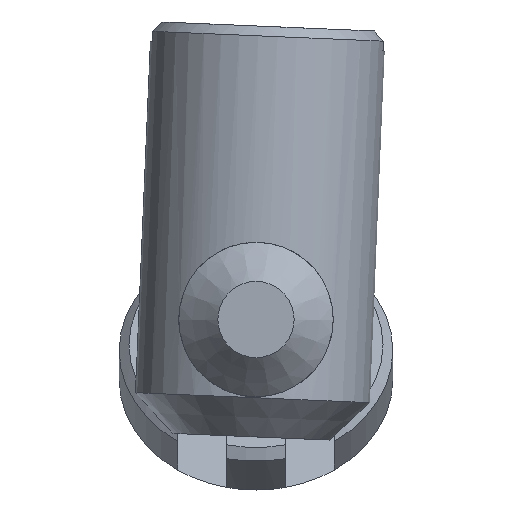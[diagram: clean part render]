
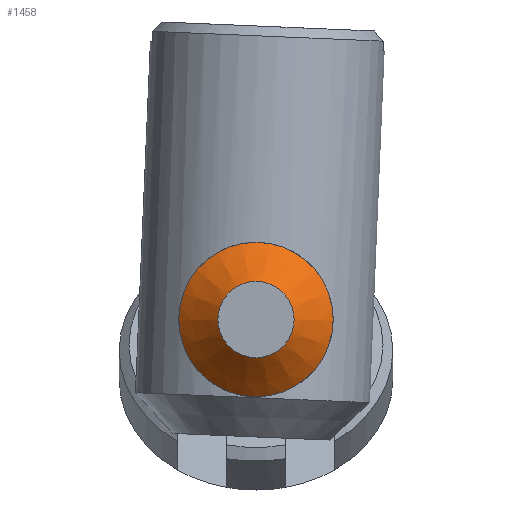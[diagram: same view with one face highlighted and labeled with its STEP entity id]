
A CAD part, front view. The second image highlights one B-rep face of the part: STEP entity #1458.
In plain terms, the highlighted conical face has half-angle 45 degrees and reference radius 3.95 mm.
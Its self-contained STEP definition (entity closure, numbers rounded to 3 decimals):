
#40=CONICAL_SURFACE('',#1622,3.95,0.785);
#106=CIRCLE('',#1621,3.95);
#107=CIRCLE('',#1623,1.95);
#193=LINE('',#3994,#304);
#304=VECTOR('',#1971,3.95);
#475=FACE_OUTER_BOUND('',#565,.T.);
#565=EDGE_LOOP('',(#1297,#1298,#1299,#1300));
#742=VERTEX_POINT('',#3670);
#745=VERTEX_POINT('',#3993);
#935=EDGE_CURVE('',#742,#742,#106,.T.);
#938=EDGE_CURVE('',#742,#745,#193,.T.);
#939=EDGE_CURVE('',#745,#745,#107,.T.);
#1297=ORIENTED_EDGE('',*,*,#935,.F.);
#1298=ORIENTED_EDGE('',*,*,#938,.T.);
#1299=ORIENTED_EDGE('',*,*,#939,.F.);
#1300=ORIENTED_EDGE('',*,*,#938,.F.);
#1458=ADVANCED_FACE('',(#475),#40,.T.);
#1621=AXIS2_PLACEMENT_3D('',#3672,#1967,#1968);
#1622=AXIS2_PLACEMENT_3D('',#3992,#1969,#1970);
#1623=AXIS2_PLACEMENT_3D('',#3995,#1972,#1973);
#1967=DIRECTION('center_axis',(0.,1.,0.));
#1968=DIRECTION('ref_axis',(1.,0.,0.));
#1969=DIRECTION('center_axis',(0.,1.,0.));
#1970=DIRECTION('ref_axis',(-1.,0.,0.));
#1971=DIRECTION('',(-0.707,-0.707,0.));
#1972=DIRECTION('center_axis',(0.,-1.,0.));
#1973=DIRECTION('ref_axis',(1.,0.,0.));
#3670=CARTESIAN_POINT('',(16.282,-13.349,0.69));
#3672=CARTESIAN_POINT('Origin',(12.332,-13.349,0.69));
#3992=CARTESIAN_POINT('Origin',(12.332,-13.349,0.69));
#3993=CARTESIAN_POINT('',(14.282,-15.349,0.69));
#3994=CARTESIAN_POINT('',(16.282,-13.349,0.69));
#3995=CARTESIAN_POINT('Origin',(12.332,-15.349,0.69));
